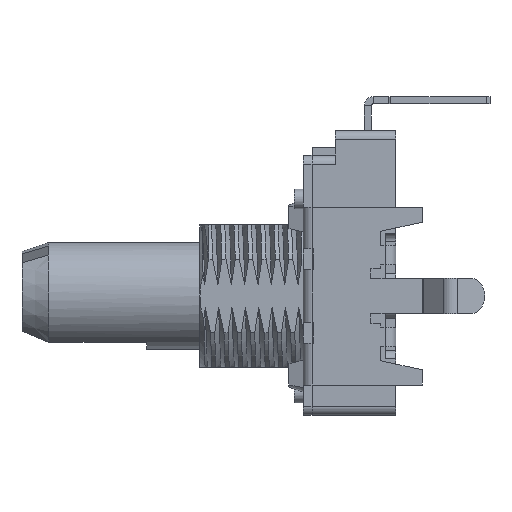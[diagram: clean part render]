
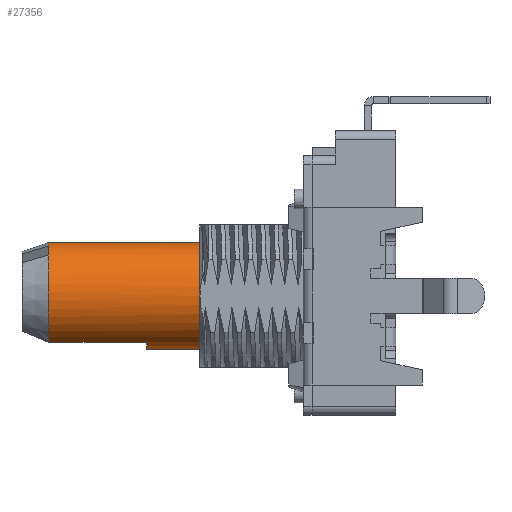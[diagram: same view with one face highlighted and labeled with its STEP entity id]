
A CAD part, left-side view. The second image highlights one B-rep face of the part: STEP entity #27356.
In plain terms, the highlighted cylindrical face has radius 3 mm (diameter 6 mm), a partial arc.
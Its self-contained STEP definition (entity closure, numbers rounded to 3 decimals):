
#219 = LINE ( 'NONE', #50254, #887 ) ;
#862 = EDGE_LOOP ( 'NONE', ( #34981, #12685, #19210, #51328, #52870, #30855, #25931, #49578 ) ) ;
#887 = VECTOR ( 'NONE', #16240, 1000. ) ;
#965 = EDGE_CURVE ( 'NONE', #47450, #10698, #219, .T. ) ;
#982 = CARTESIAN_POINT ( 'NONE',  ( 0., 15.5, 0. ) ) ;
#1180 = CARTESIAN_POINT ( 'NONE',  ( -1.046, 21., 2.812 ) ) ;
#5139 = AXIS2_PLACEMENT_3D ( 'NONE', #23780, #27902, #28458 ) ;
#9761 = DIRECTION ( 'NONE',  ( 0., 0., -1. ) ) ;
#9899 = AXIS2_PLACEMENT_3D ( 'NONE', #982, #35195, #39473 ) ;
#9990 = EDGE_CURVE ( 'NONE', #12058, #47450, #19455, .T. ) ;
#10698 = VERTEX_POINT ( 'NONE', #24878 ) ;
#11510 = VERTEX_POINT ( 'NONE', #53455 ) ;
#11809 = VECTOR ( 'NONE', #33204, 1000. ) ;
#12058 = VERTEX_POINT ( 'NONE', #54308 ) ;
#12685 = ORIENTED_EDGE ( 'NONE', *, *, #42450, .T. ) ;
#12835 = VERTEX_POINT ( 'NONE', #34694 ) ;
#14292 = CARTESIAN_POINT ( 'NONE',  ( -1.5, -1.652, -2.598 ) ) ;
#16240 = DIRECTION ( 'NONE',  ( 0., -1., 0. ) ) ;
#19210 = ORIENTED_EDGE ( 'NONE', *, *, #44755, .F. ) ;
#19455 = CIRCLE ( 'NONE', #9899, 3. ) ;
#19881 = AXIS2_PLACEMENT_3D ( 'NONE', #51049, #25453, #43200 ) ;
#21090 = CYLINDRICAL_SURFACE ( 'NONE', #22697, 3. ) ;
#21198 = CIRCLE ( 'NONE', #5139, 3. ) ;
#21727 = FACE_OUTER_BOUND ( 'NONE', #862, .T. ) ;
#21822 = LINE ( 'NONE', #50369, #11809 ) ;
#22013 = CARTESIAN_POINT ( 'NONE',  ( 0., 15.5, -3. ) ) ;
#22348 = CIRCLE ( 'NONE', #38855, 3. ) ;
#22697 = AXIS2_PLACEMENT_3D ( 'NONE', #26959, #35208, #9761 ) ;
#23163 = CIRCLE ( 'NONE', #19881, 3. ) ;
#23600 = DIRECTION ( 'NONE',  ( 0., 0., -1. ) ) ;
#23780 = CARTESIAN_POINT ( 'NONE',  ( 0., 21., 0. ) ) ;
#24155 = DIRECTION ( 'NONE',  ( 0., -1., 0. ) ) ;
#24549 = EDGE_CURVE ( 'NONE', #26232, #12835, #21822, .T. ) ;
#24878 = CARTESIAN_POINT ( 'NONE',  ( 0., 12.5, -3. ) ) ;
#25453 = DIRECTION ( 'NONE',  ( 0., 1., 0. ) ) ;
#25591 = VECTOR ( 'NONE', #32061, 1000. ) ;
#25931 = ORIENTED_EDGE ( 'NONE', *, *, #965, .T. ) ;
#26003 = AXIS2_PLACEMENT_3D ( 'NONE', #28083, #24155, #23600 ) ;
#26232 = VERTEX_POINT ( 'NONE', #27688 ) ;
#26959 = CARTESIAN_POINT ( 'NONE',  ( 0., -1.652, 0. ) ) ;
#27356 = ADVANCED_FACE ( 'NONE', ( #21727 ), #21090, .T. ) ;
#27472 = VERTEX_POINT ( 'NONE', #1180 ) ;
#27688 = CARTESIAN_POINT ( 'NONE',  ( 0., 21., 3. ) ) ;
#27902 = DIRECTION ( 'NONE',  ( 0., -1., 0. ) ) ;
#28083 = CARTESIAN_POINT ( 'NONE',  ( 0., 21., 0. ) ) ;
#28458 = DIRECTION ( 'NONE',  ( 0., 0., -1. ) ) ;
#28948 = EDGE_CURVE ( 'NONE', #10698, #12835, #22348, .T. ) ;
#30855 = ORIENTED_EDGE ( 'NONE', *, *, #9990, .T. ) ;
#32061 = DIRECTION ( 'NONE',  ( 0., 1., 0. ) ) ;
#33046 = EDGE_CURVE ( 'NONE', #12058, #11510, #48298, .T. ) ;
#33204 = DIRECTION ( 'NONE',  ( 0., -1., 0. ) ) ;
#34694 = CARTESIAN_POINT ( 'NONE',  ( 0., 12.5, 3. ) ) ;
#34981 = ORIENTED_EDGE ( 'NONE', *, *, #24549, .F. ) ;
#35195 = DIRECTION ( 'NONE',  ( 0., -1., 0. ) ) ;
#35208 = DIRECTION ( 'NONE',  ( 0., -1., 0. ) ) ;
#37251 = CARTESIAN_POINT ( 'NONE',  ( -1.912, 21., 2.312 ) ) ;
#37424 = DIRECTION ( 'NONE',  ( 0., 0., 1. ) ) ;
#38855 = AXIS2_PLACEMENT_3D ( 'NONE', #54602, #46017, #37424 ) ;
#39048 = CIRCLE ( 'NONE', #26003, 3. ) ;
#39473 = DIRECTION ( 'NONE',  ( 0., 0., 1. ) ) ;
#42240 = VERTEX_POINT ( 'NONE', #37251 ) ;
#42450 = EDGE_CURVE ( 'NONE', #26232, #27472, #21198, .T. ) ;
#43200 = DIRECTION ( 'NONE',  ( 0., 0., -1. ) ) ;
#44755 = EDGE_CURVE ( 'NONE', #42240, #27472, #23163, .T. ) ;
#46017 = DIRECTION ( 'NONE',  ( 0., 1., 0. ) ) ;
#47450 = VERTEX_POINT ( 'NONE', #22013 ) ;
#48298 = LINE ( 'NONE', #14292, #25591 ) ;
#49578 = ORIENTED_EDGE ( 'NONE', *, *, #28948, .T. ) ;
#50049 = EDGE_CURVE ( 'NONE', #42240, #11510, #39048, .T. ) ;
#50254 = CARTESIAN_POINT ( 'NONE',  ( 0., -1.652, -3. ) ) ;
#50369 = CARTESIAN_POINT ( 'NONE',  ( 0., -1.652, 3. ) ) ;
#51049 = CARTESIAN_POINT ( 'NONE',  ( 0., 21., 0. ) ) ;
#51328 = ORIENTED_EDGE ( 'NONE', *, *, #50049, .T. ) ;
#52870 = ORIENTED_EDGE ( 'NONE', *, *, #33046, .F. ) ;
#53455 = CARTESIAN_POINT ( 'NONE',  ( -1.5, 21., -2.598 ) ) ;
#54308 = CARTESIAN_POINT ( 'NONE',  ( -1.5, 15.5, -2.598 ) ) ;
#54602 = CARTESIAN_POINT ( 'NONE',  ( 0., 12.5, 0. ) ) ;
